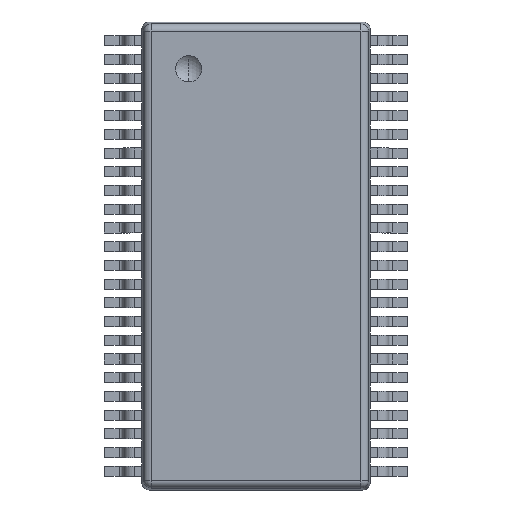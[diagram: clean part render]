
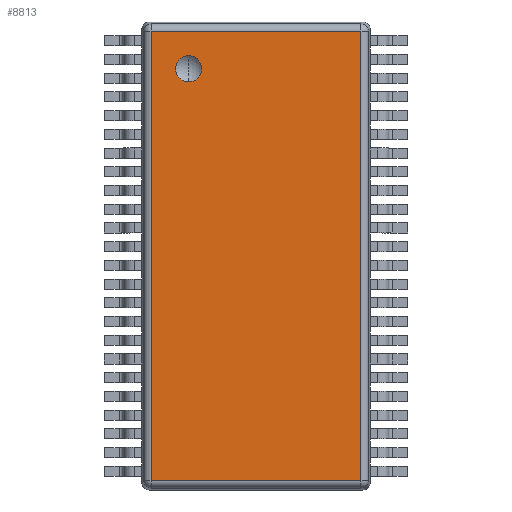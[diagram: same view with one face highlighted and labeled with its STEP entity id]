
A CAD part, top view. The second image highlights one B-rep face of the part: STEP entity #8813.
In plain terms, the highlighted planar face has unit normal (0, 0, 1).
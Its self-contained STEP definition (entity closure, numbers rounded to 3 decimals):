
#57 = VERTEX_POINT('',#58);
#58 = CARTESIAN_POINT('',(-1.8,4.65,1.1));
#64 = EDGE_CURVE('',#65,#57,#67,.T.);
#65 = VERTEX_POINT('',#66);
#66 = CARTESIAN_POINT('',(-1.8,5.35,1.1));
#67 = CIRCLE('',#68,0.35);
#68 = AXIS2_PLACEMENT_3D('',#69,#70,#71);
#69 = CARTESIAN_POINT('',(-1.8,5.,1.1));
#70 = DIRECTION('',(0.,0.,1.));
#71 = DIRECTION('',(0.,-1.,0.));
#8813 = ADVANCED_FACE('',(#8814,#8824),#8858,.T.);
#8814 = FACE_BOUND('',#8815,.T.);
#8815 = EDGE_LOOP('',(#8816,#8823));
#8816 = ORIENTED_EDGE('',*,*,#8817,.F.);
#8817 = EDGE_CURVE('',#57,#65,#8818,.T.);
#8818 = CIRCLE('',#8819,0.35);
#8819 = AXIS2_PLACEMENT_3D('',#8820,#8821,#8822);
#8820 = CARTESIAN_POINT('',(-1.8,5.,1.1));
#8821 = DIRECTION('',(0.,0.,1.));
#8822 = DIRECTION('',(0.,-1.,0.));
#8823 = ORIENTED_EDGE('',*,*,#64,.F.);
#8824 = FACE_BOUND('',#8825,.T.);
#8825 = EDGE_LOOP('',(#8826,#8836,#8844,#8852));
#8826 = ORIENTED_EDGE('',*,*,#8827,.T.);
#8827 = EDGE_CURVE('',#8828,#8830,#8832,.T.);
#8828 = VERTEX_POINT('',#8829);
#8829 = CARTESIAN_POINT('',(2.803,6.003,1.1));
#8830 = VERTEX_POINT('',#8831);
#8831 = CARTESIAN_POINT('',(-2.803,6.003,1.1));
#8832 = LINE('',#8833,#8834);
#8833 = CARTESIAN_POINT('',(-3.05,6.003,1.1));
#8834 = VECTOR('',#8835,1.);
#8835 = DIRECTION('',(-1.,0.,0.));
#8836 = ORIENTED_EDGE('',*,*,#8837,.T.);
#8837 = EDGE_CURVE('',#8830,#8838,#8840,.T.);
#8838 = VERTEX_POINT('',#8839);
#8839 = CARTESIAN_POINT('',(-2.803,-6.003,1.1));
#8840 = LINE('',#8841,#8842);
#8841 = CARTESIAN_POINT('',(-2.803,6.25,1.1));
#8842 = VECTOR('',#8843,1.);
#8843 = DIRECTION('',(0.,-1.,0.));
#8844 = ORIENTED_EDGE('',*,*,#8845,.T.);
#8845 = EDGE_CURVE('',#8838,#8846,#8848,.T.);
#8846 = VERTEX_POINT('',#8847);
#8847 = CARTESIAN_POINT('',(2.803,-6.003,1.1));
#8848 = LINE('',#8849,#8850);
#8849 = CARTESIAN_POINT('',(-3.05,-6.003,1.1));
#8850 = VECTOR('',#8851,1.);
#8851 = DIRECTION('',(1.,0.,0.));
#8852 = ORIENTED_EDGE('',*,*,#8853,.T.);
#8853 = EDGE_CURVE('',#8846,#8828,#8854,.T.);
#8854 = LINE('',#8855,#8856);
#8855 = CARTESIAN_POINT('',(2.803,6.25,1.1));
#8856 = VECTOR('',#8857,1.);
#8857 = DIRECTION('',(0.,1.,0.));
#8858 = PLANE('',#8859);
#8859 = AXIS2_PLACEMENT_3D('',#8860,#8861,#8862);
#8860 = CARTESIAN_POINT('',(-3.05,6.25,1.1));
#8861 = DIRECTION('',(0.,0.,1.));
#8862 = DIRECTION('',(0.,-1.,0.));
